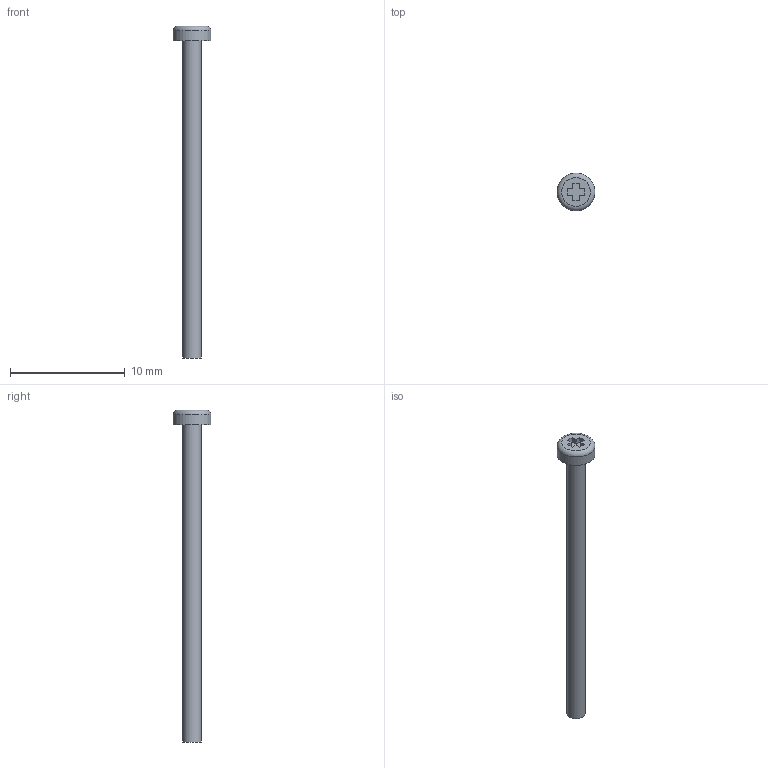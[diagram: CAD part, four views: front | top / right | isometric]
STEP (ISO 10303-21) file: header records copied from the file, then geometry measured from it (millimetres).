
FILE_DESCRIPTION(('FreeCAD Model'),'2;1');
FILE_NAME('Futaba3003-bottom-screw.stp', '2014-08-06T09:13:17',('FreeCAD'),('FreeCAD'), 'Open CASCADE STEP processor 6.7','FreeCAD','Unknown');
FILE_SCHEMA(('AUTOMOTIVE_DESIGN_CC2 { 1 2 10303 214 -1 1 5 4 }'));
Length unit declared in the file: millimetre
Products named in the file (1): servo-screw-final1
Bounding box: 3.3 x 3.3 x 28.9 mm (x, y, z)
Volume: 67 mm3; surface area: 172.2 mm2
Topology: 1 solids, 1 shells, 19 faces, 44 edges, 29 vertices
Faces by surface type: plane 16, cylinder 2, torus 1
Full cylindrical faces by diameter (mm): 1.62 x1, 3.3 x1
Entity records: 1127 total; most frequent: CARTESIAN_POINT 183, DIRECTION 176, LINE 120, VECTOR 120, ORIENTED_EDGE 88, PCURVE 88, DEFINITIONAL_REPRESENTATION 88, EDGE_CURVE 44
